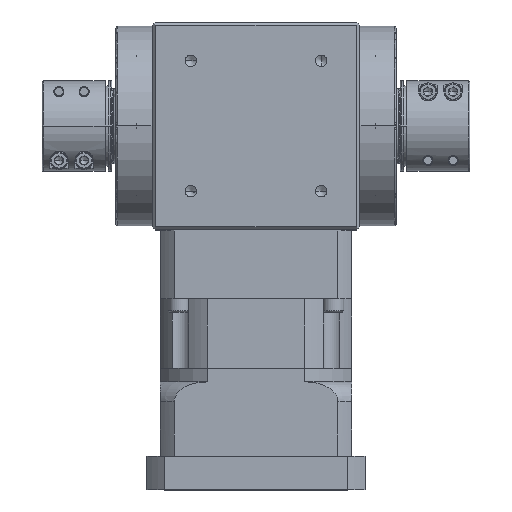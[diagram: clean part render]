
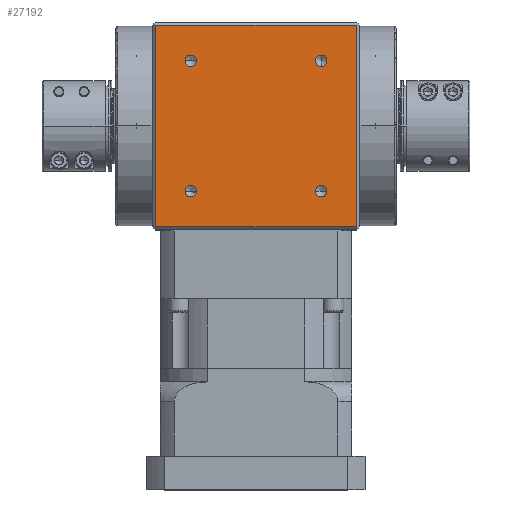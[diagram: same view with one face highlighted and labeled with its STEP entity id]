
A CAD part, top view. The second image highlights one B-rep face of the part: STEP entity #27192.
In plain terms, the highlighted planar face has unit normal (0, 0, 1).
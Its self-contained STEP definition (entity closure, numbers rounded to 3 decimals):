
#560 = ORIENTED_EDGE ( 'NONE', *, *, #17813, .F. ) ;
#781 = CIRCLE ( 'NONE', #10688, 3.4 ) ;
#1439 = EDGE_LOOP ( 'NONE', ( #44338, #20613 ) ) ;
#1602 = CARTESIAN_POINT ( 'NONE',  ( -38.891, 231.791, 62. ) ) ;
#2450 = DIRECTION ( 'NONE',  ( 0., 0., 1. ) ) ;
#2578 = CIRCLE ( 'NONE', #22225, 3.4 ) ;
#2780 = DIRECTION ( 'NONE',  ( 0., -1., 0. ) ) ;
#3345 = FACE_BOUND ( 'NONE', #8883, .T. ) ;
#3534 = CARTESIAN_POINT ( 'NONE',  ( -38.891, 154.009, 62. ) ) ;
#4477 = CARTESIAN_POINT ( 'NONE',  ( 38.891, 154.009, 62. ) ) ;
#4596 = LINE ( 'NONE', #25041, #31209 ) ;
#4920 = AXIS2_PLACEMENT_3D ( 'NONE', #33276, #12480, #36788 ) ;
#5124 = AXIS2_PLACEMENT_3D ( 'NONE', #27846, #7054, #31349 ) ;
#5433 = AXIS2_PLACEMENT_3D ( 'NONE', #7472, #31787, #10970 ) ;
#5643 = VERTEX_POINT ( 'NONE', #11081 ) ;
#6018 = CIRCLE ( 'NONE', #7212, 3.4 ) ;
#6103 = AXIS2_PLACEMENT_3D ( 'NONE', #8555, #32868, #12051 ) ;
#6317 = VERTEX_POINT ( 'NONE', #22617 ) ;
#6536 = CARTESIAN_POINT ( 'NONE',  ( -38.891, 238.591, 62. ) ) ;
#7054 = DIRECTION ( 'NONE',  ( 0., 0., 1. ) ) ;
#7212 = AXIS2_PLACEMENT_3D ( 'NONE', #23162, #2450, #26685 ) ;
#7472 = CARTESIAN_POINT ( 'NONE',  ( -38.891, 235.191, 62. ) ) ;
#7756 = EDGE_CURVE ( 'NONE', #39632, #6317, #4596, .T. ) ;
#8332 = DIRECTION ( 'NONE',  ( 0., 0., 1. ) ) ;
#8555 = CARTESIAN_POINT ( 'NONE',  ( -75., 258.3, 62. ) ) ;
#8883 = EDGE_LOOP ( 'NONE', ( #24388, #32300 ) ) ;
#8896 = CIRCLE ( 'NONE', #5124, 3.4 ) ;
#9121 = ORIENTED_EDGE ( 'NONE', *, *, #7756, .F. ) ;
#10340 = CARTESIAN_POINT ( 'NONE',  ( 38.891, 231.791, 62. ) ) ;
#10372 = ORIENTED_EDGE ( 'NONE', *, *, #20746, .F. ) ;
#10688 = AXIS2_PLACEMENT_3D ( 'NONE', #37975, #17107, #41460 ) ;
#10783 = CARTESIAN_POINT ( 'NONE',  ( 59.887, 136.3, 62. ) ) ;
#10970 = DIRECTION ( 'NONE',  ( 0., -1., 0. ) ) ;
#11081 = CARTESIAN_POINT ( 'NONE',  ( 38.891, 238.591, 62. ) ) ;
#11586 = VERTEX_POINT ( 'NONE', #37746 ) ;
#11731 = LINE ( 'NONE', #33836, #38397 ) ;
#12051 = DIRECTION ( 'NONE',  ( 0., 1., 0. ) ) ;
#12069 = EDGE_CURVE ( 'NONE', #22135, #11586, #33022, .T. ) ;
#12480 = DIRECTION ( 'NONE',  ( 0., 0., 1. ) ) ;
#12541 = FACE_BOUND ( 'NONE', #44935, .T. ) ;
#13276 = CIRCLE ( 'NONE', #5433, 3.4 ) ;
#13645 = FACE_BOUND ( 'NONE', #1439, .T. ) ;
#14440 = EDGE_LOOP ( 'NONE', ( #34069, #40344 ) ) ;
#15541 = DIRECTION ( 'NONE',  ( 0., 0., 1. ) ) ;
#15744 = VERTEX_POINT ( 'NONE', #10340 ) ;
#16063 = DIRECTION ( 'NONE',  ( -1., 0., 0. ) ) ;
#16229 = CIRCLE ( 'NONE', #28238, 3.4 ) ;
#16597 = EDGE_CURVE ( 'NONE', #15744, #5643, #25422, .T. ) ;
#16600 = LINE ( 'NONE', #27856, #24709 ) ;
#17107 = DIRECTION ( 'NONE',  ( 0., 0., 1. ) ) ;
#17783 = ORIENTED_EDGE ( 'NONE', *, *, #12069, .F. ) ;
#17813 = EDGE_CURVE ( 'NONE', #30574, #32961, #16600, .T. ) ;
#19300 = CARTESIAN_POINT ( 'NONE',  ( -59.887, 136.3, 62. ) ) ;
#19492 = VECTOR ( 'NONE', #16063, 1000. ) ;
#20384 = ORIENTED_EDGE ( 'NONE', *, *, #24307, .F. ) ;
#20613 = ORIENTED_EDGE ( 'NONE', *, *, #32831, .F. ) ;
#20746 = EDGE_CURVE ( 'NONE', #32961, #39632, #26568, .T. ) ;
#21541 = DIRECTION ( 'NONE',  ( 0., 1., 0. ) ) ;
#22135 = VERTEX_POINT ( 'NONE', #3534 ) ;
#22225 = AXIS2_PLACEMENT_3D ( 'NONE', #44381, #23483, #2780 ) ;
#22617 = CARTESIAN_POINT ( 'NONE',  ( -59.887, 256.3, 62. ) ) ;
#23162 = CARTESIAN_POINT ( 'NONE',  ( -38.891, 235.191, 62. ) ) ;
#23300 = DIRECTION ( 'NONE',  ( 1., 0., 0. ) ) ;
#23483 = DIRECTION ( 'NONE',  ( 0., 0., 1. ) ) ;
#24307 = EDGE_CURVE ( 'NONE', #11586, #22135, #8896, .T. ) ;
#24388 = ORIENTED_EDGE ( 'NONE', *, *, #16597, .F. ) ;
#24709 = VECTOR ( 'NONE', #41871, 1000. ) ;
#25041 = CARTESIAN_POINT ( 'NONE',  ( -59.887, 0., 62. ) ) ;
#25422 = CIRCLE ( 'NONE', #41450, 3.4 ) ;
#26568 = LINE ( 'NONE', #36906, #19492 ) ;
#26685 = DIRECTION ( 'NONE',  ( 0., -1., 0. ) ) ;
#27119 = VERTEX_POINT ( 'NONE', #4477 ) ;
#27192 = ADVANCED_FACE ( 'NONE', ( #13645, #3345, #31002, #12541, #39201 ), #39726, .F. ) ;
#27435 = EDGE_LOOP ( 'NONE', ( #560, #36356, #9121, #10372 ) ) ;
#27846 = CARTESIAN_POINT ( 'NONE',  ( -38.891, 157.409, 62. ) ) ;
#27856 = CARTESIAN_POINT ( 'NONE',  ( 59.887, 0., 62. ) ) ;
#28159 = EDGE_CURVE ( 'NONE', #5643, #15744, #16229, .T. ) ;
#28238 = AXIS2_PLACEMENT_3D ( 'NONE', #29102, #8332, #32636 ) ;
#28903 = CARTESIAN_POINT ( 'NONE',  ( 59.887, 256.3, 62. ) ) ;
#29102 = CARTESIAN_POINT ( 'NONE',  ( 38.891, 235.191, 62. ) ) ;
#29302 = VERTEX_POINT ( 'NONE', #1602 ) ;
#30574 = VERTEX_POINT ( 'NONE', #28903 ) ;
#31002 = FACE_BOUND ( 'NONE', #14440, .T. ) ;
#31209 = VECTOR ( 'NONE', #21541, 1000. ) ;
#31349 = DIRECTION ( 'NONE',  ( 0., -1., 0. ) ) ;
#31374 = EDGE_CURVE ( 'NONE', #27119, #32680, #2578, .T. ) ;
#31787 = DIRECTION ( 'NONE',  ( 0., 0., 1. ) ) ;
#31865 = EDGE_CURVE ( 'NONE', #6317, #30574, #11731, .T. ) ;
#32300 = ORIENTED_EDGE ( 'NONE', *, *, #28159, .F. ) ;
#32636 = DIRECTION ( 'NONE',  ( 0., -1., 0. ) ) ;
#32680 = VERTEX_POINT ( 'NONE', #34375 ) ;
#32831 = EDGE_CURVE ( 'NONE', #34087, #29302, #13276, .T. ) ;
#32868 = DIRECTION ( 'NONE',  ( 0., 0., -1. ) ) ;
#32961 = VERTEX_POINT ( 'NONE', #10783 ) ;
#33022 = CIRCLE ( 'NONE', #4920, 3.4 ) ;
#33276 = CARTESIAN_POINT ( 'NONE',  ( -38.891, 157.409, 62. ) ) ;
#33287 = EDGE_CURVE ( 'NONE', #32680, #27119, #781, .T. ) ;
#33836 = CARTESIAN_POINT ( 'NONE',  ( -75., 256.3, 62. ) ) ;
#34069 = ORIENTED_EDGE ( 'NONE', *, *, #31374, .F. ) ;
#34087 = VERTEX_POINT ( 'NONE', #6536 ) ;
#34375 = CARTESIAN_POINT ( 'NONE',  ( 38.891, 160.809, 62. ) ) ;
#36356 = ORIENTED_EDGE ( 'NONE', *, *, #31865, .F. ) ;
#36395 = CARTESIAN_POINT ( 'NONE',  ( 38.891, 235.191, 62. ) ) ;
#36788 = DIRECTION ( 'NONE',  ( 0., -1., 0. ) ) ;
#36906 = CARTESIAN_POINT ( 'NONE',  ( -75., 136.3, 62. ) ) ;
#37746 = CARTESIAN_POINT ( 'NONE',  ( -38.891, 160.809, 62. ) ) ;
#37975 = CARTESIAN_POINT ( 'NONE',  ( 38.891, 157.409, 62. ) ) ;
#38397 = VECTOR ( 'NONE', #23300, 1000. ) ;
#39201 = FACE_OUTER_BOUND ( 'NONE', #27435, .T. ) ;
#39632 = VERTEX_POINT ( 'NONE', #19300 ) ;
#39726 = PLANE ( 'NONE',  #6103 ) ;
#39896 = DIRECTION ( 'NONE',  ( 0., -1., 0. ) ) ;
#40344 = ORIENTED_EDGE ( 'NONE', *, *, #33287, .F. ) ;
#41450 = AXIS2_PLACEMENT_3D ( 'NONE', #36395, #15541, #39896 ) ;
#41460 = DIRECTION ( 'NONE',  ( 0., -1., 0. ) ) ;
#41871 = DIRECTION ( 'NONE',  ( 0., -1., 0. ) ) ;
#44059 = EDGE_CURVE ( 'NONE', #29302, #34087, #6018, .T. ) ;
#44338 = ORIENTED_EDGE ( 'NONE', *, *, #44059, .F. ) ;
#44381 = CARTESIAN_POINT ( 'NONE',  ( 38.891, 157.409, 62. ) ) ;
#44935 = EDGE_LOOP ( 'NONE', ( #17783, #20384 ) ) ;
